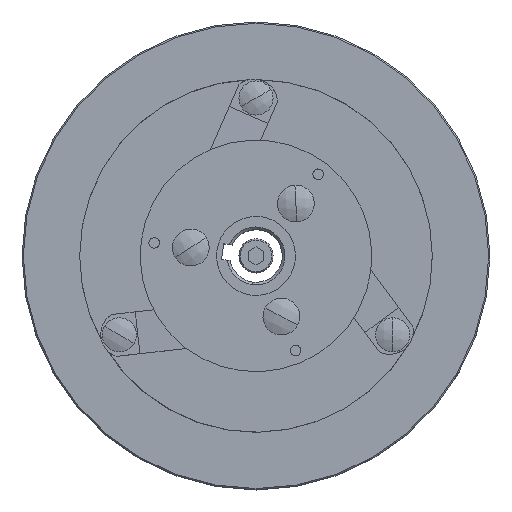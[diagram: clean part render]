
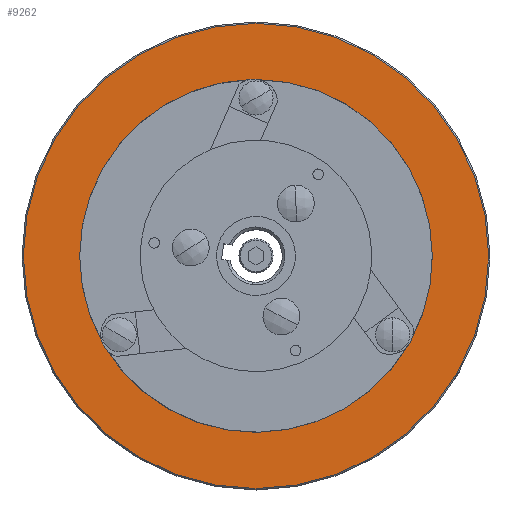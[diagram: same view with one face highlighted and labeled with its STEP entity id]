
A CAD part, top view. The second image highlights one B-rep face of the part: STEP entity #9262.
In plain terms, the highlighted planar face has unit normal (0, 0, 1).
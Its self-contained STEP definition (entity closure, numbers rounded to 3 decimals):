
#4 = FACE_OUTER_BOUND ( 'NONE', #8182, .T. ) ;
#558 = AXIS2_PLACEMENT_3D ( 'NONE', #4301, #11204, #5292 ) ;
#659 = CARTESIAN_POINT ( 'NONE',  ( 0., 0., -6. ) ) ;
#776 = CIRCLE ( 'NONE', #2938, 67. ) ;
#1173 = CARTESIAN_POINT ( 'NONE',  ( -88.4, 0., -6. ) ) ;
#1663 = DIRECTION ( 'NONE',  ( 1., 0., 0. ) ) ;
#1774 = VERTEX_POINT ( 'NONE', #1173 ) ;
#1781 = EDGE_CURVE ( 'NONE', #10761, #8169, #776, .T. ) ;
#1876 = ORIENTED_EDGE ( 'NONE', *, *, #1781, .F. ) ;
#2505 = EDGE_CURVE ( 'NONE', #1774, #6168, #11770, .T. ) ;
#2880 = ORIENTED_EDGE ( 'NONE', *, *, #8926, .T. ) ;
#2938 = AXIS2_PLACEMENT_3D ( 'NONE', #10084, #4179, #11073 ) ;
#2995 = PLANE ( 'NONE',  #3386 ) ;
#3110 = AXIS2_PLACEMENT_3D ( 'NONE', #659, #7596, #1663 ) ;
#3386 = AXIS2_PLACEMENT_3D ( 'NONE', #5938, #9906, #4005 ) ;
#3914 = EDGE_LOOP ( 'NONE', ( #1876, #12193 ) ) ;
#4005 = DIRECTION ( 'NONE',  ( -1., 0., 0. ) ) ;
#4179 = DIRECTION ( 'NONE',  ( 0., 0., 1. ) ) ;
#4301 = CARTESIAN_POINT ( 'NONE',  ( 0., 0., -6. ) ) ;
#4340 = FACE_BOUND ( 'NONE', #3914, .T. ) ;
#4515 = CARTESIAN_POINT ( 'NONE',  ( 0., 0., -6. ) ) ;
#5051 = CARTESIAN_POINT ( 'NONE',  ( 88.4, 0., -6. ) ) ;
#5292 = DIRECTION ( 'NONE',  ( -1., 0., 0. ) ) ;
#5503 = DIRECTION ( 'NONE',  ( -1., 0., 0. ) ) ;
#5938 = CARTESIAN_POINT ( 'NONE',  ( 0., 67., -6. ) ) ;
#6058 = CIRCLE ( 'NONE', #558, 88.4 ) ;
#6168 = VERTEX_POINT ( 'NONE', #5051 ) ;
#6879 = EDGE_CURVE ( 'NONE', #8169, #10761, #11824, .T. ) ;
#7596 = DIRECTION ( 'NONE',  ( 0., 0., 1. ) ) ;
#8169 = VERTEX_POINT ( 'NONE', #9346 ) ;
#8182 = EDGE_LOOP ( 'NONE', ( #11359, #2880 ) ) ;
#8926 = EDGE_CURVE ( 'NONE', #6168, #1774, #6058, .T. ) ;
#9262 = ADVANCED_FACE ( 'NONE', ( #4, #4340 ), #2995, .F. ) ;
#9346 = CARTESIAN_POINT ( 'NONE',  ( 67., 0., -6. ) ) ;
#9482 = AXIS2_PLACEMENT_3D ( 'NONE', #4515, #11403, #5503 ) ;
#9906 = DIRECTION ( 'NONE',  ( 0., 0., -1. ) ) ;
#10084 = CARTESIAN_POINT ( 'NONE',  ( 0., 0., -6. ) ) ;
#10761 = VERTEX_POINT ( 'NONE', #12019 ) ;
#11073 = DIRECTION ( 'NONE',  ( 1., 0., 0. ) ) ;
#11204 = DIRECTION ( 'NONE',  ( 0., 0., 1. ) ) ;
#11359 = ORIENTED_EDGE ( 'NONE', *, *, #2505, .T. ) ;
#11403 = DIRECTION ( 'NONE',  ( 0., 0., 1. ) ) ;
#11770 = CIRCLE ( 'NONE', #9482, 88.4 ) ;
#11824 = CIRCLE ( 'NONE', #3110, 67. ) ;
#12019 = CARTESIAN_POINT ( 'NONE',  ( -67., 0., -6. ) ) ;
#12193 = ORIENTED_EDGE ( 'NONE', *, *, #6879, .F. ) ;
